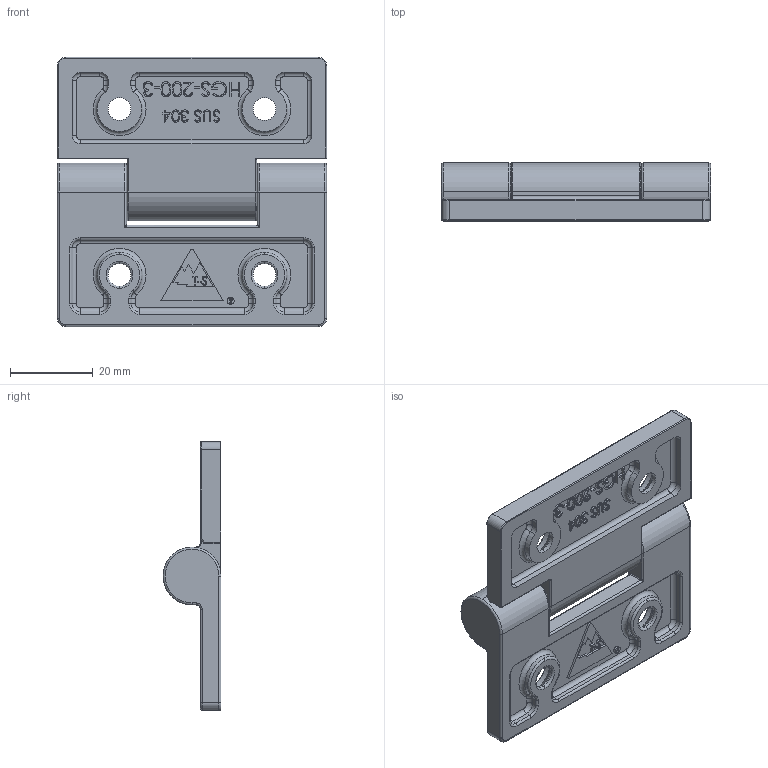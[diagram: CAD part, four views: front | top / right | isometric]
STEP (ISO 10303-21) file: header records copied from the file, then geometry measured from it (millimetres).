
FILE_DESCRIPTION (( 'STEP AP214' ), '1' );
FILE_NAME ('HGS-200-3E.STEP', '2019-08-01T01:59:48', ( '' ), ( '' ), 'SwSTEP 2.0', 'SolidWorks 2010', '' );
FILE_SCHEMA (( 'AUTOMOTIVE_DESIGN' ));
Length unit declared in the file: millimetre
Products named in the file (4): 鉸鏈片; 插銷; 鉸鏈片 2; HGS-200-3E
Assembly tree (3 placements, depth 2):
  HGS-200-3E
    插銷
    鉸鏈片 2
    鉸鏈片
Bounding box: 65 x 14 x 65 mm (x, y, z)
Volume: 21754.3 mm3; surface area: 14641.1 mm2
Topology: 3 solids, 3 shells, 598 faces, 1481 edges, 910 vertices
Faces by surface type: plane 174, bspline 150, cylinder 146, torus 112, sphere 8, cone 8
Entity records: 30303 total; most frequent: CARTESIAN_POINT 16771, ORIENTED_EDGE 2934, DIRECTION 2529, EDGE_CURVE 1467, AXIS2_PLACEMENT_3D 908, VERTEX_POINT 906, LINE 713, VECTOR 713
